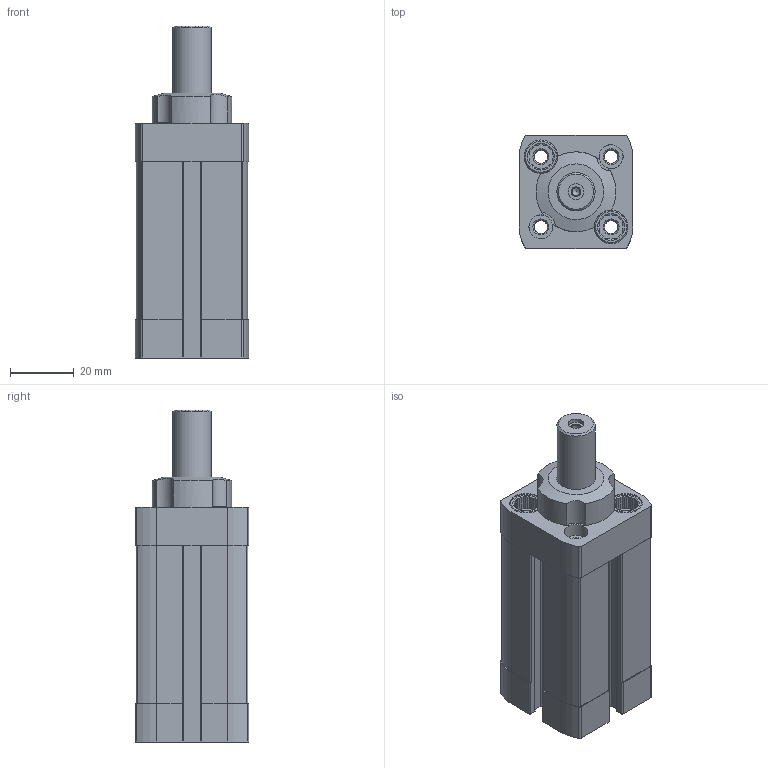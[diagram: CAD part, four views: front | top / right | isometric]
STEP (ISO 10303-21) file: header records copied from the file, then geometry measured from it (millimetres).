
FILE_DESCRIPTION(/* description */ ('STEP AP214'),/* implementation_level */ '2;1');
FILE_NAME(/* name */ '576089_DFSP-20-20-PF-PA',/* time_stamp */ '2024-08-15T21:44:51+02:00',/* author */ ('License CC BY-ND 4.0'),/* organization */ ('CADENAS'),/* preprocessor_version */ 'ST-DEVELOPER v19.3',/* originating_system */ 'PARTsolutions',/* authorisation */ ' ');
FILE_SCHEMA (('AUTOMOTIVE_DESIGN {1 0 10303 214 3 1 1}'));
Length unit declared in the file: millimetre
Products named in the file (4): 576089 DFSP-20-20-PF-PA---(0); 575167 DFSP-20-20_g; 575167 DFSP-20-20-F_ks; 340115 M5-ADVU
Assembly tree (3 placements, depth 2):
  576089 DFSP-20-20-PF-PA---(0)
    575167 DFSP-20-20_g
    575167 DFSP-20-20-F_ks
    340115 M5-ADVU
Bounding box: 35.5 x 35.5 x 104 mm (x, y, z)
Volume: 75255.5 mm3; surface area: 28020.1 mm2
Topology: 3 solids, 3 shells, 344 faces, 918 edges, 607 vertices
Faces by surface type: plane 181, cylinder 140, cone 22, sphere 1
Full cylindrical faces by diameter (mm): 2.459 x1, 2.5 x1, 3.95 x1, 4.134 x10, 5 x2, 6.134 x4, 7.5 x2, 9 x3, 10.5 x4, 12 x2, 20 x2
Entity records: 10597 total; most frequent: CARTESIAN_POINT 2099, DIRECTION 1750, ORIENTED_EDGE 1698, EDGE_CURVE 849, AXIS2_PLACEMENT_3D 653, VERTEX_POINT 594, LINE 444, VECTOR 444
